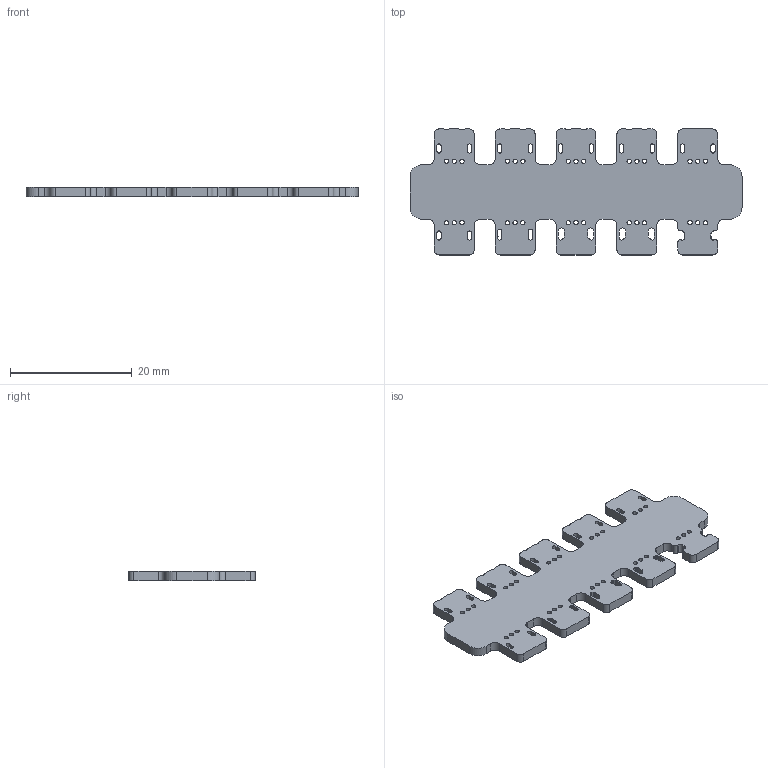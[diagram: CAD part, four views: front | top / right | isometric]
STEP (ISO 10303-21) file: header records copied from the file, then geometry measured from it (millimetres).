
FILE_DESCRIPTION(('Open CASCADE Model'),'2;1');
FILE_NAME('Open CASCADE Shape Model','2022-03-14T01:28:26',('Author'),( 'Open CASCADE'),'Open CASCADE STEP processor 6.8','Open CASCADE 6.8' ,'Unknown');
FILE_SCHEMA(('AUTOMOTIVE_DESIGN { 1 0 10303 214 1 1 1 1 }'));
Length unit declared in the file: millimetre
Products named in the file (4): PCB; Board; Open CASCADE STEP translator 6.8 1.1.1; Open CASCADE STEP translator 6.8 1.1.1.1
Assembly tree (3 placements, depth 4):
  PCB
    Board
      Open CASCADE STEP translator 6.8 1.1.1
        Open CASCADE STEP translator 6.8 1.1.1.1
Bounding box: 54.54 x 20.7 x 1.55 mm (x, y, z)
Volume: 1290.4 mm3; surface area: 2242.9 mm2
Topology: 1 solids, 1 shells, 363 faces, 1083 edges, 722 vertices
Faces by surface type: plane 238, cylinder 125
Full cylindrical faces by diameter (mm): 0.71 x30
Entity records: 12454 total; most frequent: CARTESIAN_POINT 2172, ORIENTED_EDGE 2166, DIRECTION 2067, EDGE_CURVE 1083, LINE 833, VECTOR 833, VERTEX_POINT 722, AXIS2_PLACEMENT_3D 617
